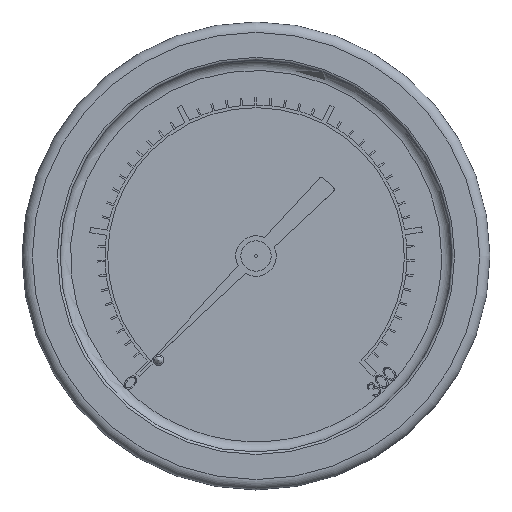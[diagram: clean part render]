
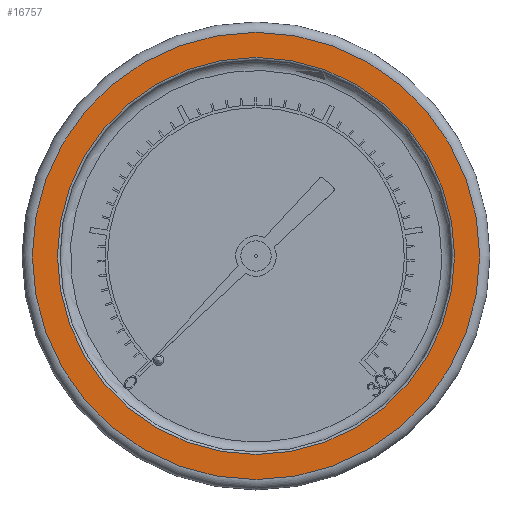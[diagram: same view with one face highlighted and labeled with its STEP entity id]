
A CAD part, top view. The second image highlights one B-rep face of the part: STEP entity #16757.
In plain terms, the highlighted planar face has unit normal (0, 0, 1).
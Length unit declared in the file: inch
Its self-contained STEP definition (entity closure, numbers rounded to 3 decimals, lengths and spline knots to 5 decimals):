
#402 = DIRECTION ( 'NONE',  ( 0., 0., 1. ) ) ;
#780 = CARTESIAN_POINT ( 'NONE',  ( 1.2965, 0., 0. ) ) ;
#1844 = CARTESIAN_POINT ( 'NONE',  ( 0., 0., 0. ) ) ;
#2241 = AXIS2_PLACEMENT_3D ( 'NONE', #1844, #402, #5888 ) ;
#2672 = CARTESIAN_POINT ( 'NONE',  ( 0., 0., 0. ) ) ;
#3878 = CARTESIAN_POINT ( 'NONE',  ( 1.151, 0., 0. ) ) ;
#4287 = ORIENTED_EDGE ( 'NONE', *, *, #8227, .T. ) ;
#4844 = CIRCLE ( 'NONE', #8049, 1.151 ) ;
#5125 = DIRECTION ( 'NONE',  ( 0., 0., -1. ) ) ;
#5388 = CIRCLE ( 'NONE', #2241, 1.2965 ) ;
#5888 = DIRECTION ( 'NONE',  ( 1., 0., 0. ) ) ;
#6465 = DIRECTION ( 'NONE',  ( 1., 0., 0. ) ) ;
#6519 = PLANE ( 'NONE',  #9308 ) ;
#8020 = CARTESIAN_POINT ( 'NONE',  ( 0., 0., 0. ) ) ;
#8049 = AXIS2_PLACEMENT_3D ( 'NONE', #8020, #5125, #6465 ) ;
#8169 = DIRECTION ( 'NONE',  ( 1., 0., 0. ) ) ;
#8227 = EDGE_CURVE ( 'NONE', #9028, #9028, #4844, .T. ) ;
#8495 = EDGE_LOOP ( 'NONE', ( #9830 ) ) ;
#9028 = VERTEX_POINT ( 'NONE', #3878 ) ;
#9272 = FACE_OUTER_BOUND ( 'NONE', #8495, .T. ) ;
#9308 = AXIS2_PLACEMENT_3D ( 'NONE', #2672, #12023, #8169 ) ;
#9830 = ORIENTED_EDGE ( 'NONE', *, *, #13192, .T. ) ;
#10627 = VERTEX_POINT ( 'NONE', #780 ) ;
#12023 = DIRECTION ( 'NONE',  ( 0., 0., 1. ) ) ;
#12209 = EDGE_LOOP ( 'NONE', ( #4287 ) ) ;
#13192 = EDGE_CURVE ( 'NONE', #10627, #10627, #5388, .T. ) ;
#15020 = FACE_BOUND ( 'NONE', #12209, .T. ) ;
#16757 = ADVANCED_FACE ( 'NONE', ( #15020, #9272 ), #6519, .T. ) ;
